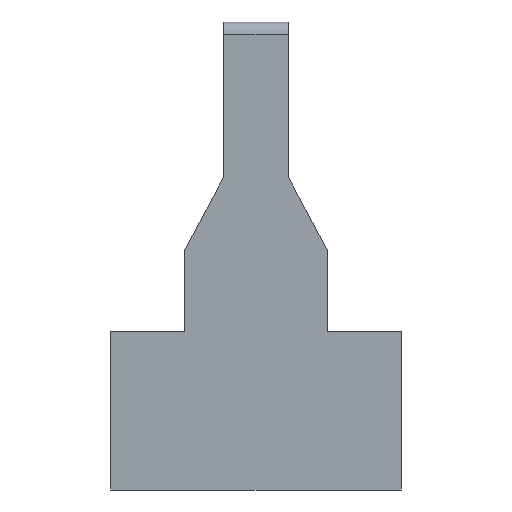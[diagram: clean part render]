
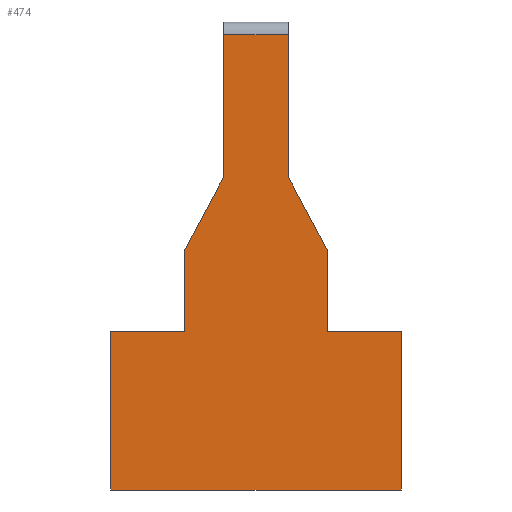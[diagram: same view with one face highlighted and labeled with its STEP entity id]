
A CAD part, left-side view. The second image highlights one B-rep face of the part: STEP entity #474.
In plain terms, the highlighted planar face has unit normal (-1, 0, 0).
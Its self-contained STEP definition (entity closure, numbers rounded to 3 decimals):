
#34=PLANE($,#517);
#58=FACE_OUTER_BOUND($,#84,.T.);
#84=EDGE_LOOP($,(#420,#421,#422,#423,#424,#425,#426,#427,#428,#429,#430,
#431));
#86=LINE($,#657,#136);
#93=LINE($,#674,#143);
#109=LINE($,#734,#159);
#112=LINE($,#740,#162);
#115=LINE($,#746,#165);
#118=LINE($,#752,#168);
#121=LINE($,#756,#171);
#124=LINE($,#764,#174);
#127=LINE($,#770,#177);
#130=LINE($,#776,#180);
#133=LINE($,#780,#183);
#134=LINE($,#782,#184);
#136=VECTOR($,#525,20.);
#143=VECTOR($,#538,44.);
#159=VECTOR($,#602,90.);
#162=VECTOR($,#607,49.);
#165=VECTOR($,#612,23.);
#168=VECTOR($,#617,25.5);
#171=VECTOR($,#622,25.5);
#174=VECTOR($,#627,25.5);
#177=VECTOR($,#632,25.5);
#180=VECTOR($,#637,23.);
#183=VECTOR($,#642,49.);
#184=VECTOR($,#645,44.);
#203=VERTEX_POINT($,#654);
#204=VERTEX_POINT($,#656);
#211=VERTEX_POINT($,#672);
#230=VERTEX_POINT($,#731);
#231=VERTEX_POINT($,#733);
#233=VERTEX_POINT($,#739);
#235=VERTEX_POINT($,#745);
#237=VERTEX_POINT($,#751);
#240=VERTEX_POINT($,#761);
#241=VERTEX_POINT($,#763);
#243=VERTEX_POINT($,#769);
#245=VERTEX_POINT($,#775);
#247=EDGE_CURVE($,#203,#204,#86,.T.);
#256=EDGE_CURVE($,#203,#211,#93,.T.);
#285=EDGE_CURVE($,#231,#230,#109,.T.);
#288=EDGE_CURVE($,#233,#231,#112,.T.);
#291=EDGE_CURVE($,#235,#233,#115,.T.);
#294=EDGE_CURVE($,#237,#235,#118,.T.);
#297=EDGE_CURVE($,#211,#237,#121,.T.);
#300=EDGE_CURVE($,#241,#240,#124,.T.);
#303=EDGE_CURVE($,#243,#241,#127,.T.);
#306=EDGE_CURVE($,#245,#243,#130,.T.);
#309=EDGE_CURVE($,#230,#245,#133,.T.);
#310=EDGE_CURVE($,#240,#204,#134,.T.);
#420=ORIENTED_EDGE($,*,*,#247,.F.);
#421=ORIENTED_EDGE($,*,*,#256,.T.);
#422=ORIENTED_EDGE($,*,*,#297,.T.);
#423=ORIENTED_EDGE($,*,*,#294,.T.);
#424=ORIENTED_EDGE($,*,*,#291,.T.);
#425=ORIENTED_EDGE($,*,*,#288,.T.);
#426=ORIENTED_EDGE($,*,*,#285,.T.);
#427=ORIENTED_EDGE($,*,*,#309,.T.);
#428=ORIENTED_EDGE($,*,*,#306,.T.);
#429=ORIENTED_EDGE($,*,*,#303,.T.);
#430=ORIENTED_EDGE($,*,*,#300,.T.);
#431=ORIENTED_EDGE($,*,*,#310,.T.);
#474=ADVANCED_FACE($,(#58),#34,.T.);
#517=AXIS2_PLACEMENT_3D($,#784,#647,#648);
#525=DIRECTION($,(0.,-1.,0.));
#538=DIRECTION($,(0.,0.,-1.));
#602=DIRECTION($,(0.,-1.,0.));
#607=DIRECTION($,(0.,0.,-1.));
#612=DIRECTION($,(0.,1.,0.));
#617=DIRECTION($,(0.,0.,-1.));
#622=DIRECTION($,(0.,0.471,-0.882));
#627=DIRECTION($,(0.,0.471,0.882));
#632=DIRECTION($,(0.,0.,1.));
#637=DIRECTION($,(0.,1.,0.));
#642=DIRECTION($,(0.,0.,1.));
#645=DIRECTION($,(0.,0.,1.));
#647=DIRECTION('center_axis',(-1.,0.,0.));
#648=DIRECTION('ref_axis',(0.,-1.,0.));
#654=CARTESIAN_POINT('',(-4.,10.,141.));
#656=CARTESIAN_POINT('',(-4.,-10.,141.));
#657=CARTESIAN_POINT($,(-4.,-5.,141.));
#672=CARTESIAN_POINT('',(-4.,10.,97.));
#674=CARTESIAN_POINT($,(-4.,10.,145.));
#731=CARTESIAN_POINT('',(-4.,-45.,0.));
#733=CARTESIAN_POINT('',(-4.,45.,0.));
#734=CARTESIAN_POINT($,(-4.,45.,0.));
#739=CARTESIAN_POINT('',(-4.,45.,49.));
#740=CARTESIAN_POINT($,(-4.,45.,49.));
#745=CARTESIAN_POINT('',(-4.,22.,49.));
#746=CARTESIAN_POINT($,(-4.,22.,49.));
#751=CARTESIAN_POINT('',(-4.,22.,74.5));
#752=CARTESIAN_POINT($,(-4.,22.,74.5));
#756=CARTESIAN_POINT($,(-4.,10.,97.));
#761=CARTESIAN_POINT('',(-4.,-10.,97.));
#763=CARTESIAN_POINT('',(-4.,-22.,74.5));
#764=CARTESIAN_POINT($,(-4.,-22.,74.5));
#769=CARTESIAN_POINT('',(-4.,-22.,49.));
#770=CARTESIAN_POINT($,(-4.,-22.,49.));
#775=CARTESIAN_POINT('',(-4.,-45.,49.));
#776=CARTESIAN_POINT($,(-4.,-45.,49.));
#780=CARTESIAN_POINT($,(-4.,-45.,0.));
#782=CARTESIAN_POINT($,(-4.,-10.,97.));
#784=CARTESIAN_POINT('Origin',(-4.,0.,143.));
